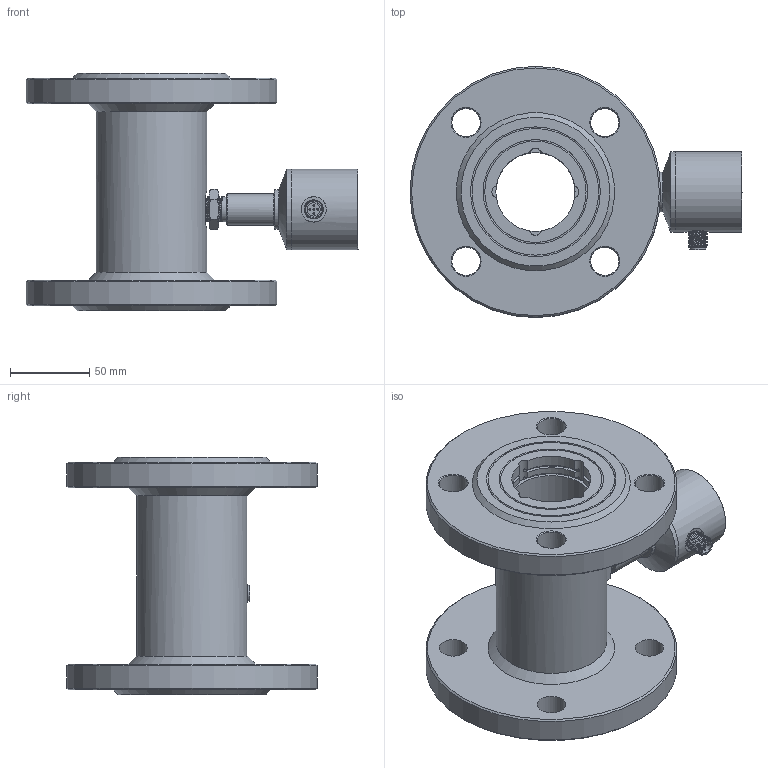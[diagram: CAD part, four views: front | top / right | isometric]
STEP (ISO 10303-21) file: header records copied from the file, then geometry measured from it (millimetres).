
FILE_DESCRIPTION(/* description */ (''),/* implementation_level */ '2;1');
FILE_NAME(/* name */ 'FM120-DN50-FS FM160法兰连接流量计 2022.03.14.stp',/* time_stamp */ '2022-07-27T14:50:39+08:00',/* author */ (''),/* organization */ (''),/* preprocessor_version */ 'ST-DEVELOPER v16',/* originating_system */ 'SIEMENS PLM Software NX 10.0',/* authorisation */ '');
FILE_SCHEMA (('CONFIG_CONTROL_DESIGN'));
Length unit declared in the file: millimetre
Products named in the file (1): FM120-DN50-FS  FM160法兰连接流量计 
 2022.03.14
Bounding box: 209.75 x 158.5 x 150 mm (x, y, z)
Volume: 902557.3 mm3; surface area: 166327.2 mm2
Topology: 8 solids, 8 shells, 710 faces, 1897 edges, 1249 vertices
Faces by surface type: plane 509, cylinder 113, cone 38, bspline 33, sphere 10, torus 7
Full cylindrical faces by diameter (mm): 1 x10, 3 x2, 5.2 x3, 8.4 x1, 9.7 x1, 9.8 x1, 10.1 x1, 11 x1, 11.6 x1, 12 x1, 15 x1, 15.9 x1, 16 x1, 16.5 x1, 18 x8, 19 x2, 20 x1, 25 x1, 47 x1, 47.5 x1, 48 x2, 50 x1, 51 x2, 70 x1, 158.5 x2
Entity records: 26560 total; most frequent: CARTESIAN_POINT 9551, ORIENTED_EDGE 3484, DIRECTION 3282, EDGE_CURVE 1742, LINE 1308, VECTOR 1308, VERTEX_POINT 1196, AXIS2_PLACEMENT_3D 987
